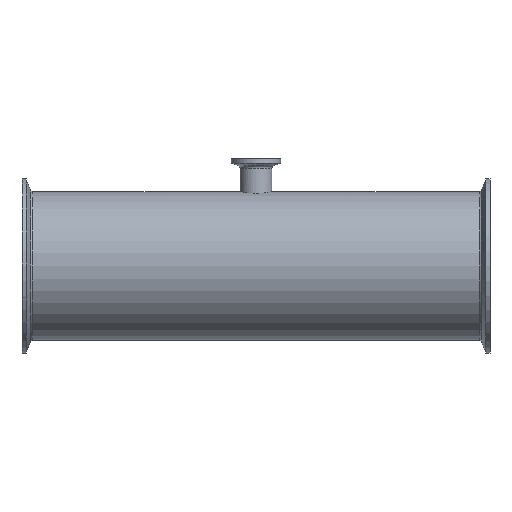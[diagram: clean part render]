
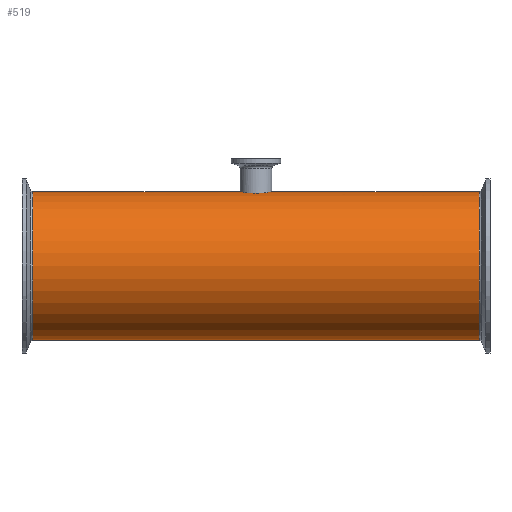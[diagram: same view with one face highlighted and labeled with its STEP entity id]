
A CAD part, front view. The second image highlights one B-rep face of the part: STEP entity #519.
In plain terms, the highlighted cylindrical face has radius 50.8 mm (diameter 101.6 mm), a full revolution.
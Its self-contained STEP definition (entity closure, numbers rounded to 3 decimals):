
#15=B_SPLINE_CURVE_WITH_KNOTS('',3,(#914,#915,#916,#917,#918,#919,#920,
#921,#922,#923),.UNSPECIFIED.,.F.,.F.,(4,2,2,2,4),(0.,0.41,
0.82,1.23,1.64),.UNSPECIFIED.);
#16=B_SPLINE_CURVE_WITH_KNOTS('',3,(#924,#925,#926,#927,#928,#929,#930,
#931,#932,#933,#934,#935,#936,#937,#938,#939,#940,#941,#942,#943,#944,#945,
#946,#947,#948,#949),.UNSPECIFIED.,.F.,.F.,(4,2,2,2,2,2,2,2,2,2,2,2,4),
(1.64,2.05,2.46,2.87,3.281,
3.691,4.101,4.511,4.921,5.331,
5.741,6.151,6.561),.UNSPECIFIED.);
#19=CYLINDRICAL_SURFACE('',#592,50.8);
#28=FACE_BOUND('',#126,.T.);
#43=LINE('',#911,#59);
#59=VECTOR('',#722,50.8);
#89=FACE_OUTER_BOUND('',#125,.T.);
#125=EDGE_LOOP('',(#378,#379,#380,#381,#382,#383));
#126=EDGE_LOOP('',(#384,#385));
#173=CIRCLE('',#588,50.8);
#174=CIRCLE('',#589,50.8);
#176=CIRCLE('',#593,50.8);
#177=CIRCLE('',#594,50.8);
#228=VERTEX_POINT('',#897);
#229=VERTEX_POINT('',#899);
#231=VERTEX_POINT('',#907);
#232=VERTEX_POINT('',#908);
#233=VERTEX_POINT('',#912);
#234=VERTEX_POINT('',#913);
#283=EDGE_CURVE('',#228,#229,#173,.T.);
#284=EDGE_CURVE('',#229,#228,#174,.T.);
#287=EDGE_CURVE('',#231,#232,#176,.T.);
#288=EDGE_CURVE('',#232,#231,#177,.T.);
#289=EDGE_CURVE('',#232,#229,#43,.T.);
#290=EDGE_CURVE('',#233,#234,#15,.T.);
#291=EDGE_CURVE('',#234,#233,#16,.T.);
#378=ORIENTED_EDGE('',*,*,#287,.F.);
#379=ORIENTED_EDGE('',*,*,#288,.F.);
#380=ORIENTED_EDGE('',*,*,#289,.T.);
#381=ORIENTED_EDGE('',*,*,#283,.F.);
#382=ORIENTED_EDGE('',*,*,#284,.F.);
#383=ORIENTED_EDGE('',*,*,#289,.F.);
#384=ORIENTED_EDGE('',*,*,#290,.T.);
#385=ORIENTED_EDGE('',*,*,#291,.T.);
#519=ADVANCED_FACE('',(#89,#28),#19,.T.);
#588=AXIS2_PLACEMENT_3D('',#900,#707,#708);
#589=AXIS2_PLACEMENT_3D('',#901,#709,#710);
#592=AXIS2_PLACEMENT_3D('',#906,#716,#717);
#593=AXIS2_PLACEMENT_3D('',#909,#718,#719);
#594=AXIS2_PLACEMENT_3D('',#910,#720,#721);
#707=DIRECTION('center_axis',(-1.,0.,0.));
#708=DIRECTION('ref_axis',(0.,0.,-1.));
#709=DIRECTION('center_axis',(-1.,0.,0.));
#710=DIRECTION('ref_axis',(0.,0.,-1.));
#716=DIRECTION('center_axis',(1.,0.,0.));
#717=DIRECTION('ref_axis',(0.,1.,0.));
#718=DIRECTION('center_axis',(1.,0.,0.));
#719=DIRECTION('ref_axis',(0.,0.,-1.));
#720=DIRECTION('center_axis',(1.,0.,0.));
#721=DIRECTION('ref_axis',(0.,0.,-1.));
#722=DIRECTION('',(-1.,0.,0.));
#897=CARTESIAN_POINT('',(-152.583,0.,50.8));
#899=CARTESIAN_POINT('',(-152.583,-50.8,0.));
#900=CARTESIAN_POINT('Origin',(-152.583,0.,0.));
#901=CARTESIAN_POINT('Origin',(-152.583,0.,0.));
#906=CARTESIAN_POINT('Origin',(0.,0.,0.));
#907=CARTESIAN_POINT('',(152.583,0.,-50.8));
#908=CARTESIAN_POINT('',(152.583,-50.8,0.));
#909=CARTESIAN_POINT('Origin',(152.583,0.,0.));
#910=CARTESIAN_POINT('Origin',(152.583,0.,0.));
#911=CARTESIAN_POINT('',(0.,-50.8,0.));
#912=CARTESIAN_POINT('',(0.,-10.85,49.628));
#913=CARTESIAN_POINT('',(-10.85,0.,50.8));
#914=CARTESIAN_POINT('Ctrl Pts',(0.,-10.85,49.628));
#915=CARTESIAN_POINT('Ctrl Pts',(-1.367,-10.85,49.628));
#916=CARTESIAN_POINT('Ctrl Pts',(-2.822,-10.576,49.69));
#917=CARTESIAN_POINT('Ctrl Pts',(-5.494,-9.467,49.913));
#918=CARTESIAN_POINT('Ctrl Pts',(-6.711,-8.633,50.07));
#919=CARTESIAN_POINT('Ctrl Pts',(-8.633,-6.711,50.364));
#920=CARTESIAN_POINT('Ctrl Pts',(-9.467,-5.494,50.52));
#921=CARTESIAN_POINT('Ctrl Pts',(-10.576,-2.822,50.739));
#922=CARTESIAN_POINT('Ctrl Pts',(-10.85,-1.367,50.8));
#923=CARTESIAN_POINT('Ctrl Pts',(-10.85,0.,50.8));
#924=CARTESIAN_POINT('Ctrl Pts',(-10.85,0.,50.8));
#925=CARTESIAN_POINT('Ctrl Pts',(-10.85,1.367,50.8));
#926=CARTESIAN_POINT('Ctrl Pts',(-10.576,2.822,50.739));
#927=CARTESIAN_POINT('Ctrl Pts',(-9.467,5.494,50.52));
#928=CARTESIAN_POINT('Ctrl Pts',(-8.633,6.711,50.364));
#929=CARTESIAN_POINT('Ctrl Pts',(-6.711,8.633,50.07));
#930=CARTESIAN_POINT('Ctrl Pts',(-5.494,9.467,49.913));
#931=CARTESIAN_POINT('Ctrl Pts',(-2.822,10.576,49.69));
#932=CARTESIAN_POINT('Ctrl Pts',(-1.367,10.85,49.628));
#933=CARTESIAN_POINT('Ctrl Pts',(1.367,10.85,49.628));
#934=CARTESIAN_POINT('Ctrl Pts',(2.822,10.576,49.69));
#935=CARTESIAN_POINT('Ctrl Pts',(5.494,9.467,49.913));
#936=CARTESIAN_POINT('Ctrl Pts',(6.711,8.633,50.07));
#937=CARTESIAN_POINT('Ctrl Pts',(8.633,6.711,50.364));
#938=CARTESIAN_POINT('Ctrl Pts',(9.467,5.494,50.52));
#939=CARTESIAN_POINT('Ctrl Pts',(10.576,2.822,50.739));
#940=CARTESIAN_POINT('Ctrl Pts',(10.85,1.367,50.8));
#941=CARTESIAN_POINT('Ctrl Pts',(10.85,-1.367,50.8));
#942=CARTESIAN_POINT('Ctrl Pts',(10.576,-2.822,50.739));
#943=CARTESIAN_POINT('Ctrl Pts',(9.467,-5.494,50.52));
#944=CARTESIAN_POINT('Ctrl Pts',(8.633,-6.711,50.364));
#945=CARTESIAN_POINT('Ctrl Pts',(6.711,-8.633,50.07));
#946=CARTESIAN_POINT('Ctrl Pts',(5.494,-9.467,49.913));
#947=CARTESIAN_POINT('Ctrl Pts',(2.822,-10.576,49.69));
#948=CARTESIAN_POINT('Ctrl Pts',(1.367,-10.85,49.628));
#949=CARTESIAN_POINT('Ctrl Pts',(0.,-10.85,49.628));
